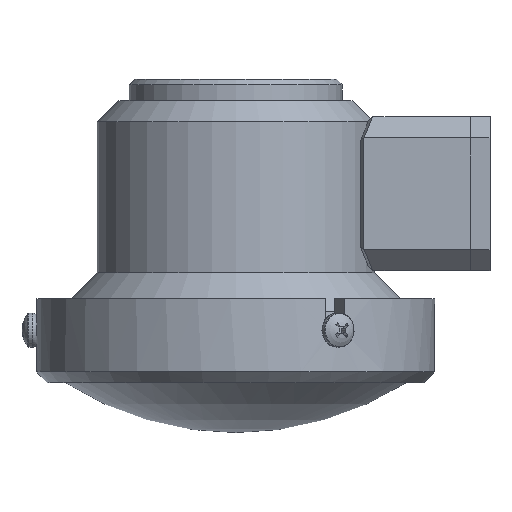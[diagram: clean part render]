
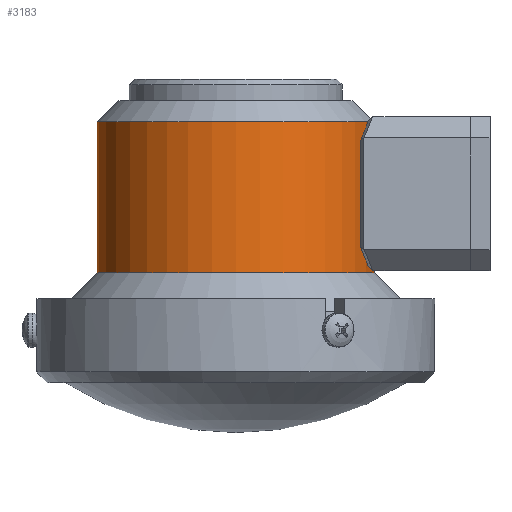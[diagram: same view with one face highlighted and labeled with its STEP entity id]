
A CAD part, left-side view. The second image highlights one B-rep face of the part: STEP entity #3183.
In plain terms, the highlighted cylindrical face has radius 13 mm (diameter 26 mm), a full revolution.
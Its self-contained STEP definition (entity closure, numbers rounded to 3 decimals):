
#396=B_SPLINE_CURVE_WITH_KNOTS('',3,(#12655,#12656,#12657,#12658,#12659,
#12660,#12661,#12662,#12663,#12664,#12665),.UNSPECIFIED.,.T.,.F.,(1,1,1,
1,1,1,1,1,1,1,1,1,1,1,1),(-0.003,-0.002,-0.001,
0.,0.001,0.002,0.003,
0.004,0.005,0.006,0.007,
0.008,0.009,0.01,0.011),
 .UNSPECIFIED.);
#397=B_SPLINE_CURVE_WITH_KNOTS('',3,(#12668,#12669,#12670,#12671,#12672,
#12673,#12674,#12675,#12676,#12677,#12678),.UNSPECIFIED.,.T.,.F.,(1,1,1,
1,1,1,1,1,1,1,1,1,1,1,1),(-0.003,-0.002,-0.001,
0.,0.001,0.002,0.003,
0.004,0.005,0.006,0.007,
0.008,0.009,0.01,0.011),
 .UNSPECIFIED.);
#572=CYLINDRICAL_SURFACE('',#3590,13.);
#1329=ORIENTED_EDGE('',*,*,#1730,.T.);
#1330=ORIENTED_EDGE('',*,*,#1729,.T.);
#1331=ORIENTED_EDGE('',*,*,#1728,.T.);
#1332=ORIENTED_EDGE('',*,*,#1732,.T.);
#1728=EDGE_CURVE('',#2002,#2002,#2178,.F.);
#1729=EDGE_CURVE('',#2003,#2003,#396,.T.);
#1730=EDGE_CURVE('',#2004,#2004,#397,.T.);
#1732=EDGE_CURVE('',#2006,#2006,#2180,.F.);
#2002=VERTEX_POINT('',#12653);
#2003=VERTEX_POINT('',#12666);
#2004=VERTEX_POINT('',#12679);
#2006=VERTEX_POINT('',#12685);
#2178=CIRCLE('',#3585,13.);
#2180=CIRCLE('',#3591,13.);
#2441=EDGE_LOOP('',(#1329));
#2442=EDGE_LOOP('',(#1330));
#2443=EDGE_LOOP('',(#1331));
#2444=EDGE_LOOP('',(#1332));
#2721=FACE_BOUND('',#2441,.T.);
#2722=FACE_BOUND('',#2442,.T.);
#2723=FACE_BOUND('',#2443,.T.);
#2724=FACE_BOUND('',#2444,.T.);
#3183=ADVANCED_FACE('',(#2721,#2722,#2723,#2724),#572,.T.);
#3585=AXIS2_PLACEMENT_3D('',#12652,#4434,#4435);
#3590=AXIS2_PLACEMENT_3D('',#12683,#4444,#4445);
#3591=AXIS2_PLACEMENT_3D('',#12684,#4446,#4447);
#4434=DIRECTION('',(0.,0.,1.));
#4435=DIRECTION('',(0.,1.,0.));
#4444=DIRECTION('',(0.,0.,-1.));
#4445=DIRECTION('',(0.,-1.,0.));
#4446=DIRECTION('',(0.,0.,-1.));
#4447=DIRECTION('',(0.,-1.,0.));
#12652=CARTESIAN_POINT('',(0.,0.,21.9));
#12653=CARTESIAN_POINT('',(0.,13.,21.9));
#12655=CARTESIAN_POINT('',(1.247,-12.942,18.172));
#12656=CARTESIAN_POINT('',(0.454,-13.005,17.466));
#12657=CARTESIAN_POINT('',(-0.605,-12.998,17.529));
#12658=CARTESIAN_POINT('',(-1.308,-12.934,18.32));
#12659=CARTESIAN_POINT('',(-1.247,-12.942,19.379));
#12660=CARTESIAN_POINT('',(-0.455,-13.005,20.083));
#12661=CARTESIAN_POINT('',(0.603,-12.998,20.022));
#12662=CARTESIAN_POINT('',(1.308,-12.934,19.231));
#12663=CARTESIAN_POINT('',(1.247,-12.942,18.172));
#12664=CARTESIAN_POINT('',(0.454,-13.005,17.466));
#12665=CARTESIAN_POINT('',(-0.605,-12.998,17.529));
#12666=CARTESIAN_POINT('',(0.41,-12.994,17.594));
#12668=CARTESIAN_POINT('',(1.247,-12.942,10.922));
#12669=CARTESIAN_POINT('',(0.454,-13.005,10.216));
#12670=CARTESIAN_POINT('',(-0.605,-12.998,10.279));
#12671=CARTESIAN_POINT('',(-1.308,-12.934,11.07));
#12672=CARTESIAN_POINT('',(-1.247,-12.942,12.129));
#12673=CARTESIAN_POINT('',(-0.455,-13.005,12.833));
#12674=CARTESIAN_POINT('',(0.603,-12.998,12.772));
#12675=CARTESIAN_POINT('',(1.308,-12.934,11.981));
#12676=CARTESIAN_POINT('',(1.247,-12.942,10.922));
#12677=CARTESIAN_POINT('',(0.454,-13.005,10.216));
#12678=CARTESIAN_POINT('',(-0.605,-12.998,10.279));
#12679=CARTESIAN_POINT('',(0.41,-12.994,10.344));
#12683=CARTESIAN_POINT('',(0.,0.,-5.));
#12684=CARTESIAN_POINT('',(0.,0.,7.725));
#12685=CARTESIAN_POINT('',(0.,-13.,7.725));
